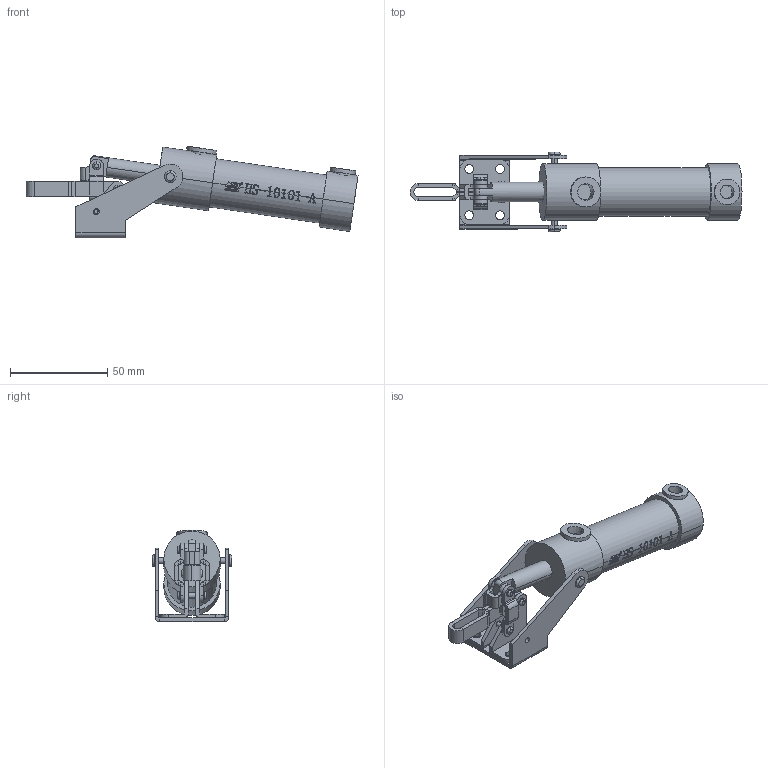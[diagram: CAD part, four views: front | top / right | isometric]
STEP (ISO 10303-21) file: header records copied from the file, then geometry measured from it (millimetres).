
FILE_DESCRIPTION (( 'STEP AP203' ), '1' );
FILE_NAME ('HS-10101-A 装配体.STEP', '2018-12-07T08:42:57', ( 'PCOS' ), ( '微软中国' ), 'SwSTEP 2.0', 'SolidWorks 2012', '' );
FILE_SCHEMA (( 'CONFIG_CONTROL_DESIGN' ));
Length unit declared in the file: millimetre
Products named in the file (11): HS-10101-A 蚾饜极; 种3; 活塞杆; 种1; 蚐詰; 揤參; 种2; 蟀裝2; 蟀裝1; 菁釱; 菁殤
Assembly tree (12 placements, depth 2):
  HS-10101-A 蚾饜极
    菁殤
    菁釱
    蟀裝1  x2
    蟀裝2
    种2
    揤參
    蚐詰
    种1  x2
    活塞杆
    种3
Bounding box: 170.79 x 41 x 47.12 mm (x, y, z)
Volume: 70758.6 mm3; surface area: 29725 mm2
Topology: 14 solids, 14 shells, 741 faces, 1897 edges, 1216 vertices
Faces by surface type: plane 375, cylinder 221, bspline 123, torus 18, cone 4
Entity records: 27444 total; most frequent: CARTESIAN_POINT 10098, ORIENTED_EDGE 3566, DIRECTION 2984, EDGE_CURVE 1783, VERTEX_POINT 1152, VECTOR 998, LINE 998, AXIS2_PLACEMENT_3D 993
